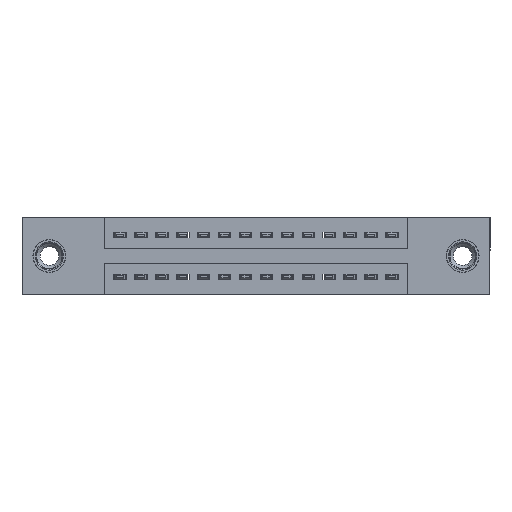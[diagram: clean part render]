
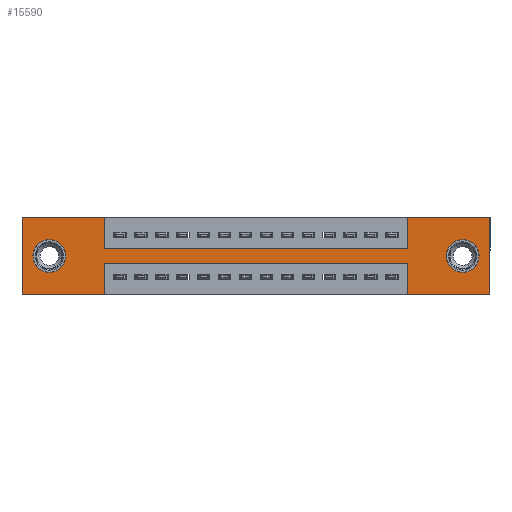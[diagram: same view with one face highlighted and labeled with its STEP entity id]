
A CAD part, front view. The second image highlights one B-rep face of the part: STEP entity #15590.
In plain terms, the highlighted planar face has unit normal (0, -1, 0).
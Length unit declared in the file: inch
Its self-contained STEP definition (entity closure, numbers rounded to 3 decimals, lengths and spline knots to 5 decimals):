
#35 = CARTESIAN_POINT ( 'NONE',  ( 0.3925, 0., 0. ) ) ;
#120 = VECTOR ( 'NONE', #18752, 39.37008 ) ;
#148 = DIRECTION ( 'NONE',  ( 0., 1., 0. ) ) ;
#211 = EDGE_CURVE ( 'NONE', #14877, #8629, #4868, .T. ) ;
#341 = CARTESIAN_POINT ( 'NONE',  ( 0.3925, 0., -0.15 ) ) ;
#392 = ORIENTED_EDGE ( 'NONE', *, *, #10928, .T. ) ;
#771 = DIRECTION ( 'NONE',  ( 1., 0., 0. ) ) ;
#818 = VERTEX_POINT ( 'NONE', #4731 ) ;
#893 = EDGE_CURVE ( 'NONE', #3066, #1629, #3712, .T. ) ;
#1145 = ORIENTED_EDGE ( 'NONE', *, *, #12803, .F. ) ;
#1177 = EDGE_CURVE ( 'NONE', #2692, #14877, #15622, .T. ) ;
#1314 = CIRCLE ( 'NONE', #14663, 0.078 ) ;
#1405 = CARTESIAN_POINT ( 'NONE',  ( 1.8425, 0., 0. ) ) ;
#1626 = EDGE_CURVE ( 'NONE', #10444, #818, #5536, .T. ) ;
#1629 = VERTEX_POINT ( 'NONE', #3214 ) ;
#1654 = CARTESIAN_POINT ( 'NONE',  ( 0.3925, 0., -0.15 ) ) ;
#1846 = EDGE_CURVE ( 'NONE', #7286, #10444, #14895, .T. ) ;
#1916 = EDGE_LOOP ( 'NONE', ( #2764, #13951, #3988, #1145, #11341, #2739, #9021, #13525, #2030, #2542, #16783, #6821 ) ) ;
#2030 = ORIENTED_EDGE ( 'NONE', *, *, #211, .F. ) ;
#2039 = CARTESIAN_POINT ( 'NONE',  ( 0.13, 0., -0.185 ) ) ;
#2542 = ORIENTED_EDGE ( 'NONE', *, *, #1177, .F. ) ;
#2554 = VERTEX_POINT ( 'NONE', #17319 ) ;
#2692 = VERTEX_POINT ( 'NONE', #9954 ) ;
#2739 = ORIENTED_EDGE ( 'NONE', *, *, #1846, .F. ) ;
#2764 = ORIENTED_EDGE ( 'NONE', *, *, #893, .F. ) ;
#2962 = LINE ( 'NONE', #11750, #7391 ) ;
#3066 = VERTEX_POINT ( 'NONE', #13988 ) ;
#3075 = DIRECTION ( 'NONE',  ( 0., 0., -1. ) ) ;
#3156 = LINE ( 'NONE', #11435, #120 ) ;
#3214 = CARTESIAN_POINT ( 'NONE',  ( 0.3925, 0., -0.37 ) ) ;
#3430 = VECTOR ( 'NONE', #771, 39.37008 ) ;
#3467 = DIRECTION ( 'NONE',  ( 0., 1., 0. ) ) ;
#3606 = CARTESIAN_POINT ( 'NONE',  ( 0., 0., 0. ) ) ;
#3712 = LINE ( 'NONE', #6274, #13306 ) ;
#3771 = VERTEX_POINT ( 'NONE', #9303 ) ;
#3772 = CARTESIAN_POINT ( 'NONE',  ( 0., 0., -0.37 ) ) ;
#3835 = EDGE_LOOP ( 'NONE', ( #14620, #392 ) ) ;
#3988 = ORIENTED_EDGE ( 'NONE', *, *, #6581, .F. ) ;
#4304 = CIRCLE ( 'NONE', #12619, 0.078 ) ;
#4450 = DIRECTION ( 'NONE',  ( 0., -1., 0. ) ) ;
#4720 = CARTESIAN_POINT ( 'NONE',  ( 2.235, 0., 0. ) ) ;
#4731 = CARTESIAN_POINT ( 'NONE',  ( 2.235, 0., -0.37 ) ) ;
#4868 = LINE ( 'NONE', #19149, #12144 ) ;
#4949 = CARTESIAN_POINT ( 'NONE',  ( 2.105, 0., -0.263 ) ) ;
#4959 = CARTESIAN_POINT ( 'NONE',  ( 2.105, 0., -0.185 ) ) ;
#5032 = CARTESIAN_POINT ( 'NONE',  ( 1.8425, 0., -0.15 ) ) ;
#5036 = LINE ( 'NONE', #341, #9223 ) ;
#5046 = LINE ( 'NONE', #16102, #11371 ) ;
#5536 = LINE ( 'NONE', #4720, #18412 ) ;
#5728 = AXIS2_PLACEMENT_3D ( 'NONE', #19284, #148, #10603 ) ;
#5874 = FACE_BOUND ( 'NONE', #3835, .T. ) ;
#6069 = EDGE_CURVE ( 'NONE', #17912, #7286, #5046, .T. ) ;
#6085 = DIRECTION ( 'NONE',  ( -1., 0., 0. ) ) ;
#6199 = CARTESIAN_POINT ( 'NONE',  ( 0.3925, 0., -0.22 ) ) ;
#6274 = CARTESIAN_POINT ( 'NONE',  ( 0.3925, 0., -0.37 ) ) ;
#6319 = VERTEX_POINT ( 'NONE', #16743 ) ;
#6394 = DIRECTION ( 'NONE',  ( 0., 0., -1. ) ) ;
#6581 = EDGE_CURVE ( 'NONE', #3771, #6319, #3156, .T. ) ;
#6821 = ORIENTED_EDGE ( 'NONE', *, *, #7100, .F. ) ;
#7100 = EDGE_CURVE ( 'NONE', #1629, #17565, #12030, .T. ) ;
#7286 = VERTEX_POINT ( 'NONE', #1405 ) ;
#7391 = VECTOR ( 'NONE', #17616, 39.37008 ) ;
#7673 = EDGE_CURVE ( 'NONE', #17911, #14731, #4304, .T. ) ;
#7718 = DIRECTION ( 'NONE',  ( 1., 0., 0. ) ) ;
#8025 = VECTOR ( 'NONE', #14225, 39.37008 ) ;
#8160 = DIRECTION ( 'NONE',  ( 0., 1., 0. ) ) ;
#8620 = EDGE_CURVE ( 'NONE', #14731, #17911, #16670, .T. ) ;
#8629 = VERTEX_POINT ( 'NONE', #1654 ) ;
#8738 = CARTESIAN_POINT ( 'NONE',  ( 0., 0., 0. ) ) ;
#8860 = CIRCLE ( 'NONE', #13164, 0.078 ) ;
#9021 = ORIENTED_EDGE ( 'NONE', *, *, #6069, .F. ) ;
#9067 = PLANE ( 'NONE',  #14320 ) ;
#9223 = VECTOR ( 'NONE', #7718, 39.37008 ) ;
#9303 = CARTESIAN_POINT ( 'NONE',  ( 1.8425, 0., -0.37 ) ) ;
#9394 = DIRECTION ( 'NONE',  ( 0., 0., -1. ) ) ;
#9443 = DIRECTION ( 'NONE',  ( 0., 0., -1. ) ) ;
#9754 = CARTESIAN_POINT ( 'NONE',  ( 0., 0., 0. ) ) ;
#9954 = CARTESIAN_POINT ( 'NONE',  ( 0., 0., 0. ) ) ;
#10008 = VECTOR ( 'NONE', #13719, 39.37008 ) ;
#10146 = DIRECTION ( 'NONE',  ( 0., 0., 1. ) ) ;
#10367 = EDGE_CURVE ( 'NONE', #17565, #2692, #14490, .T. ) ;
#10444 = VERTEX_POINT ( 'NONE', #14531 ) ;
#10603 = DIRECTION ( 'NONE',  ( 0., 0., 1. ) ) ;
#10799 = FACE_BOUND ( 'NONE', #12178, .T. ) ;
#10928 = EDGE_CURVE ( 'NONE', #16168, #2554, #8860, .T. ) ;
#11341 = ORIENTED_EDGE ( 'NONE', *, *, #1626, .F. ) ;
#11371 = VECTOR ( 'NONE', #10146, 39.37008 ) ;
#11435 = CARTESIAN_POINT ( 'NONE',  ( 1.8425, 0., -0.37 ) ) ;
#11580 = DIRECTION ( 'NONE',  ( 0., 0., -1. ) ) ;
#11750 = CARTESIAN_POINT ( 'NONE',  ( 0., 0., -0.37 ) ) ;
#12030 = LINE ( 'NONE', #3772, #8025 ) ;
#12144 = VECTOR ( 'NONE', #11580, 39.37008 ) ;
#12146 = VECTOR ( 'NONE', #18839, 39.37008 ) ;
#12178 = EDGE_LOOP ( 'NONE', ( #14528, #18090 ) ) ;
#12619 = AXIS2_PLACEMENT_3D ( 'NONE', #2039, #8160, #18773 ) ;
#12713 = EDGE_CURVE ( 'NONE', #2554, #16168, #1314, .T. ) ;
#12751 = LINE ( 'NONE', #6199, #13693 ) ;
#12803 = EDGE_CURVE ( 'NONE', #818, #3771, #2962, .T. ) ;
#13159 = FACE_OUTER_BOUND ( 'NONE', #1916, .T. ) ;
#13164 = AXIS2_PLACEMENT_3D ( 'NONE', #17064, #3467, #15427 ) ;
#13306 = VECTOR ( 'NONE', #6394, 39.37008 ) ;
#13455 = EDGE_CURVE ( 'NONE', #6319, #3066, #12751, .T. ) ;
#13525 = ORIENTED_EDGE ( 'NONE', *, *, #13594, .F. ) ;
#13594 = EDGE_CURVE ( 'NONE', #8629, #17912, #5036, .T. ) ;
#13666 = CARTESIAN_POINT ( 'NONE',  ( 0., 0., -0.37 ) ) ;
#13693 = VECTOR ( 'NONE', #6085, 39.37008 ) ;
#13719 = DIRECTION ( 'NONE',  ( 1., 0., 0. ) ) ;
#13951 = ORIENTED_EDGE ( 'NONE', *, *, #13455, .F. ) ;
#13988 = CARTESIAN_POINT ( 'NONE',  ( 0.3925, 0., -0.22 ) ) ;
#14225 = DIRECTION ( 'NONE',  ( -1., 0., 0. ) ) ;
#14320 = AXIS2_PLACEMENT_3D ( 'NONE', #13666, #4450, #3075 ) ;
#14490 = LINE ( 'NONE', #9754, #12146 ) ;
#14528 = ORIENTED_EDGE ( 'NONE', *, *, #8620, .T. ) ;
#14531 = CARTESIAN_POINT ( 'NONE',  ( 2.235, 0., 0. ) ) ;
#14620 = ORIENTED_EDGE ( 'NONE', *, *, #12713, .T. ) ;
#14663 = AXIS2_PLACEMENT_3D ( 'NONE', #4959, #18612, #9443 ) ;
#14731 = VERTEX_POINT ( 'NONE', #17351 ) ;
#14877 = VERTEX_POINT ( 'NONE', #35 ) ;
#14895 = LINE ( 'NONE', #3606, #3430 ) ;
#14905 = CARTESIAN_POINT ( 'NONE',  ( 0., 0., -0.37 ) ) ;
#15427 = DIRECTION ( 'NONE',  ( 0., 0., -1. ) ) ;
#15590 = ADVANCED_FACE ( 'NONE', ( #5874, #10799, #13159 ), #9067, .T. ) ;
#15622 = LINE ( 'NONE', #8738, #10008 ) ;
#16102 = CARTESIAN_POINT ( 'NONE',  ( 1.8425, 0., 0. ) ) ;
#16168 = VERTEX_POINT ( 'NONE', #4949 ) ;
#16670 = CIRCLE ( 'NONE', #5728, 0.078 ) ;
#16743 = CARTESIAN_POINT ( 'NONE',  ( 1.8425, 0., -0.22 ) ) ;
#16783 = ORIENTED_EDGE ( 'NONE', *, *, #10367, .F. ) ;
#17064 = CARTESIAN_POINT ( 'NONE',  ( 2.105, 0., -0.185 ) ) ;
#17319 = CARTESIAN_POINT ( 'NONE',  ( 2.105, 0., -0.107 ) ) ;
#17351 = CARTESIAN_POINT ( 'NONE',  ( 0.13, 0., -0.107 ) ) ;
#17565 = VERTEX_POINT ( 'NONE', #14905 ) ;
#17616 = DIRECTION ( 'NONE',  ( -1., 0., 0. ) ) ;
#17911 = VERTEX_POINT ( 'NONE', #18305 ) ;
#17912 = VERTEX_POINT ( 'NONE', #5032 ) ;
#18090 = ORIENTED_EDGE ( 'NONE', *, *, #7673, .T. ) ;
#18305 = CARTESIAN_POINT ( 'NONE',  ( 0.13, 0., -0.263 ) ) ;
#18412 = VECTOR ( 'NONE', #9394, 39.37008 ) ;
#18612 = DIRECTION ( 'NONE',  ( 0., 1., 0. ) ) ;
#18752 = DIRECTION ( 'NONE',  ( 0., 0., 1. ) ) ;
#18773 = DIRECTION ( 'NONE',  ( 0., 0., 1. ) ) ;
#18839 = DIRECTION ( 'NONE',  ( 0., 0., 1. ) ) ;
#19149 = CARTESIAN_POINT ( 'NONE',  ( 0.3925, 0., 0. ) ) ;
#19284 = CARTESIAN_POINT ( 'NONE',  ( 0.13, 0., -0.185 ) ) ;
